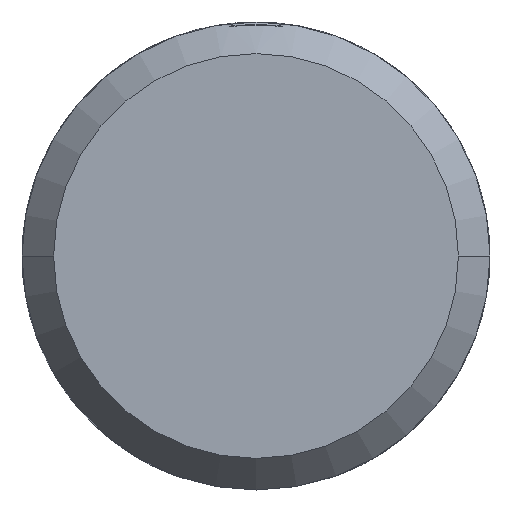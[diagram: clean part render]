
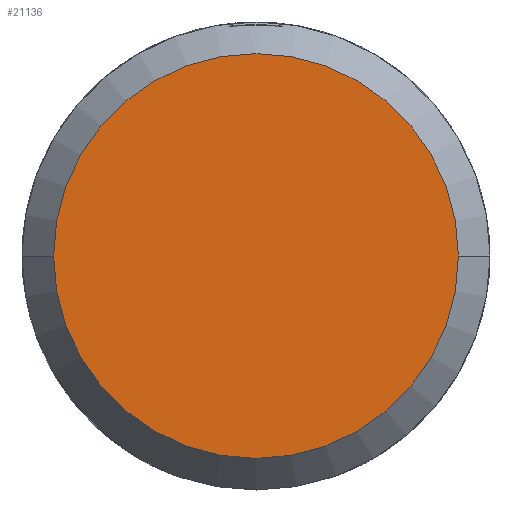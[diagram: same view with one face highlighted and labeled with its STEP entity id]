
A CAD part, front view. The second image highlights one B-rep face of the part: STEP entity #21136.
In plain terms, the highlighted planar face has unit normal (0, -1, 0).
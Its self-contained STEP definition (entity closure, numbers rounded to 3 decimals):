
#5667=CARTESIAN_POINT('',(0.,-94.,0.));
#5668=DIRECTION('',(0.,1.,0.));
#5669=DIRECTION('',(-1.,0.,0.));
#5670=AXIS2_PLACEMENT_3D('',#5667,#5668,#5669);
#5672=CARTESIAN_POINT('',(0.,-94.,0.));
#5673=DIRECTION('',(0.,-1.,0.));
#5674=DIRECTION('',(-1.,0.,0.));
#5675=AXIS2_PLACEMENT_3D('',#5672,#5673,#5674);
#12882=CARTESIAN_POINT('',(-64.,-94.,0.));
#12883=CARTESIAN_POINT('',(64.,-94.,0.));
#12884=VERTEX_POINT('',#12882);
#12885=VERTEX_POINT('',#12883);
#21127=CARTESIAN_POINT('',(0.,-94.,0.));
#21128=DIRECTION('',(0.,-1.,0.));
#21129=DIRECTION('',(1.,0.,0.));
#21130=AXIS2_PLACEMENT_3D('',#21127,#21128,#21129);
#21131=PLANE('',#21130);
#21132=ORIENTED_EDGE('',*,*,#21110,.T.);
#21133=ORIENTED_EDGE('',*,*,#21096,.F.);
#21134=EDGE_LOOP('',(#21132,#21133));
#21135=FACE_OUTER_BOUND('',#21134,.F.);
#21136=ADVANCED_FACE('',(#21135),#21131,.T.);
#5671=CIRCLE('',#5670,64.);
#5676=CIRCLE('',#5675,64.);
#21096=EDGE_CURVE('',#12884,#12885,#5676,.T.);
#21110=EDGE_CURVE('',#12884,#12885,#5671,.T.);
